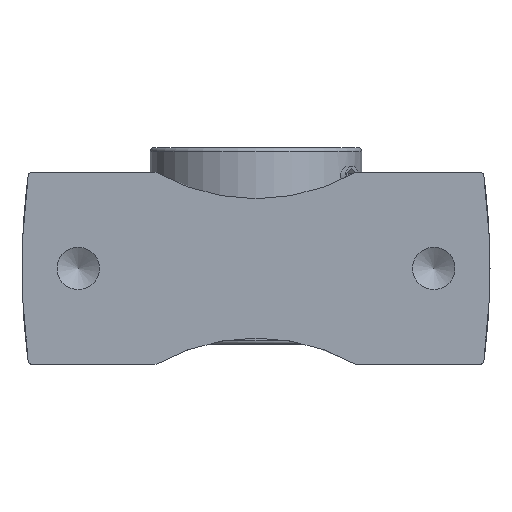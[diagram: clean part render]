
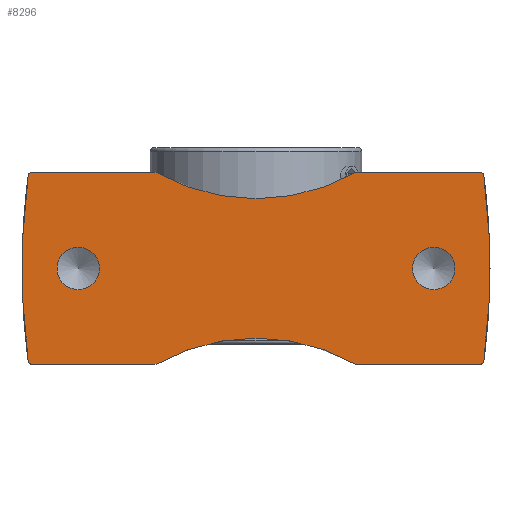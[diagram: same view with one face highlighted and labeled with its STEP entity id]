
A CAD part, front view. The second image highlights one B-rep face of the part: STEP entity #8296.
In plain terms, the highlighted face is planar.
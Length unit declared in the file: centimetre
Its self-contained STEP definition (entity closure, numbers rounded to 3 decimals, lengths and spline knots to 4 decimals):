
#3210=CARTESIAN_POINT('',(-0.5296,-4.445,0.));
#3211=VERTEX_POINT('',#3210);
#3221=CARTESIAN_POINT('',(0.5296,-4.445,0.));
#3222=VERTEX_POINT('',#3221);
#3223=CARTESIAN_POINT('',(0.,-4.445,0.));
#3224=DIRECTION('',(0.,0.,1.));
#3225=DIRECTION('',(1.,0.,-0.));
#3226=AXIS2_PLACEMENT_3D('',#3223,#3224,#3225);
#3227=CIRCLE('',#3226,0.5296);
#3228=EDGE_CURVE('',#3222,#3211,#3227,.T.);
#3230=CARTESIAN_POINT('',(0.,-4.445,0.));
#3231=DIRECTION('',(0.,0.,1.));
#3232=DIRECTION('',(1.,0.,-0.));
#3233=AXIS2_PLACEMENT_3D('',#3230,#3231,#3232);
#3234=CIRCLE('',#3233,0.5296);
#3235=EDGE_CURVE('',#3211,#3222,#3234,.T.);
#3280=CARTESIAN_POINT('',(-0.5296,4.445,0.));
#3281=VERTEX_POINT('',#3280);
#3291=CARTESIAN_POINT('',(0.5296,4.445,0.));
#3292=VERTEX_POINT('',#3291);
#3293=CARTESIAN_POINT('',(0.,4.445,0.));
#3294=DIRECTION('',(0.,0.,1.));
#3295=DIRECTION('',(1.,0.,-0.));
#3296=AXIS2_PLACEMENT_3D('',#3293,#3294,#3295);
#3297=CIRCLE('',#3296,0.5296);
#3298=EDGE_CURVE('',#3292,#3281,#3297,.T.);
#3300=CARTESIAN_POINT('',(0.,4.445,0.));
#3301=DIRECTION('',(0.,0.,1.));
#3302=DIRECTION('',(1.,0.,-0.));
#3303=AXIS2_PLACEMENT_3D('',#3300,#3301,#3302);
#3304=CIRCLE('',#3303,0.5296);
#3305=EDGE_CURVE('',#3281,#3292,#3304,.T.);
#4457=CARTESIAN_POINT('',(-2.3229,-5.6955,0.));
#4458=VERTEX_POINT('',#4457);
#4465=CARTESIAN_POINT('',(2.3229,-5.6955,0.));
#4466=VERTEX_POINT('',#4465);
#4467=CARTESIAN_POINT('',(-0.,11.694,0.));
#4468=DIRECTION('',(0.,0.,-1.));
#4469=DIRECTION('',(1.,0.,0.));
#4470=AXIS2_PLACEMENT_3D('',#4467,#4468,#4469);
#4471=CIRCLE('',#4470,17.544);
#4472=EDGE_CURVE('',#4466,#4458,#4471,.T.);
#4846=CARTESIAN_POINT('',(2.3229,5.6955,0.));
#4847=VERTEX_POINT('',#4846);
#4854=CARTESIAN_POINT('',(-2.3229,5.6955,0.));
#4855=VERTEX_POINT('',#4854);
#4856=CARTESIAN_POINT('',(0.,-11.694,0.));
#4857=DIRECTION('',(0.,0.,-1.));
#4858=DIRECTION('',(-1.,0.,0.));
#4859=AXIS2_PLACEMENT_3D('',#4856,#4857,#4858);
#4860=CIRCLE('',#4859,17.544);
#4861=EDGE_CURVE('',#4855,#4847,#4860,.T.);
#7001=CARTESIAN_POINT('',(2.4,5.6074,0.));
#7002=VERTEX_POINT('',#7001);
#7009=CARTESIAN_POINT('',(2.3111,5.6074,0.));
#7010=DIRECTION('',(0.,-0.,1.));
#7011=DIRECTION('',(0.752,0.659,0.));
#7012=AXIS2_PLACEMENT_3D('',#7009,#7010,#7011);
#7013=CIRCLE('',#7012,0.0889);
#7014=EDGE_CURVE('',#7002,#4847,#7013,.T.);
#7026=CARTESIAN_POINT('',(2.4,2.5,0.));
#7027=VERTEX_POINT('',#7026);
#7034=CARTESIAN_POINT('',(2.4,12350.6851,0.));
#7035=DIRECTION('',(0.,-1.,0.));
#7036=VECTOR('',#7035,24690.);
#7037=LINE('',#7034,#7036);
#7038=EDGE_CURVE('',#7002,#7027,#7037,.T.);
#7147=CARTESIAN_POINT('',(-2.4,5.6074,0.));
#7148=VERTEX_POINT('',#7147);
#7149=CARTESIAN_POINT('',(-2.3111,5.6074,0.));
#7150=DIRECTION('',(0.,0.,1.));
#7151=DIRECTION('',(-0.752,0.659,0.));
#7152=AXIS2_PLACEMENT_3D('',#7149,#7150,#7151);
#7153=CIRCLE('',#7152,0.0889);
#7154=EDGE_CURVE('',#4855,#7148,#7153,.T.);
#7778=CARTESIAN_POINT('',(-1.7423,-0.,0.));
#7779=VERTEX_POINT('',#7778);
#7795=CARTESIAN_POINT('',(-2.4,2.5,0.));
#7796=VERTEX_POINT('',#7795);
#7803=CARTESIAN_POINT('',(-6.8223,0.,0.));
#7804=DIRECTION('',(0.,0.,1.));
#7805=DIRECTION('',(-1.,0.,0.));
#7806=AXIS2_PLACEMENT_3D('',#7803,#7804,#7805);
#7807=CIRCLE('',#7806,5.08);
#7808=EDGE_CURVE('',#7779,#7796,#7807,.T.);
#8029=CARTESIAN_POINT('',(2.4,-5.6074,0.));
#8030=VERTEX_POINT('',#8029);
#8037=CARTESIAN_POINT('',(2.4,-2.5,0.));
#8038=VERTEX_POINT('',#8037);
#8039=CARTESIAN_POINT('',(2.4,12350.6851,0.));
#8040=DIRECTION('',(0.,-1.,0.));
#8041=VECTOR('',#8040,24690.);
#8042=LINE('',#8039,#8041);
#8043=EDGE_CURVE('',#8038,#8030,#8042,.T.);
#8061=CARTESIAN_POINT('',(2.3111,-5.6074,0.));
#8062=DIRECTION('',(0.,0.,1.));
#8063=DIRECTION('',(0.752,-0.659,0.));
#8064=AXIS2_PLACEMENT_3D('',#8061,#8062,#8063);
#8065=CIRCLE('',#8064,0.0889);
#8066=EDGE_CURVE('',#4466,#8030,#8065,.T.);
#8174=CARTESIAN_POINT('',(-2.4,-5.6074,0.));
#8175=VERTEX_POINT('',#8174);
#8182=CARTESIAN_POINT('',(-2.3111,-5.6074,0.));
#8183=DIRECTION('',(0.,0.,1.));
#8184=DIRECTION('',(-0.752,-0.659,0.));
#8185=AXIS2_PLACEMENT_3D('',#8182,#8183,#8184);
#8186=CIRCLE('',#8185,0.0889);
#8187=EDGE_CURVE('',#8175,#4458,#8186,.T.);
#8199=CARTESIAN_POINT('',(-2.4,-2.5,0.));
#8200=VERTEX_POINT('',#8199);
#8207=CARTESIAN_POINT('',(-2.4,12350.6851,0.));
#8208=DIRECTION('',(0.,-1.,0.));
#8209=VECTOR('',#8208,24690.);
#8210=LINE('',#8207,#8209);
#8211=EDGE_CURVE('',#8200,#8175,#8210,.T.);
#8242=CARTESIAN_POINT('',(1.1881,2.8892,0.));
#8243=DIRECTION('',(0.,0.,1.));
#8244=DIRECTION('',(1.,0.,0.));
#8245=AXIS2_PLACEMENT_3D('',#8242,#8243,#8244);
#8246=PLANE('',#8245);
#8247=ORIENTED_EDGE('',*,*,#3228,.T.);
#8248=ORIENTED_EDGE('',*,*,#3235,.T.);
#8249=EDGE_LOOP('',(#8247,#8248));
#8250=FACE_BOUND('',#8249,.T.);
#8251=ORIENTED_EDGE('',*,*,#3298,.T.);
#8252=ORIENTED_EDGE('',*,*,#3305,.T.);
#8253=EDGE_LOOP('',(#8251,#8252));
#8254=FACE_BOUND('',#8253,.T.);
#8255=ORIENTED_EDGE('',*,*,#7014,.F.);
#8256=ORIENTED_EDGE('',*,*,#7038,.T.);
#8257=CARTESIAN_POINT('',(1.7423,0.,0.));
#8258=VERTEX_POINT('',#8257);
#8259=CARTESIAN_POINT('',(6.8223,0.,0.));
#8260=DIRECTION('',(0.,0.,1.));
#8261=DIRECTION('',(1.,0.,-0.));
#8262=AXIS2_PLACEMENT_3D('',#8259,#8260,#8261);
#8263=CIRCLE('',#8262,5.08);
#8264=EDGE_CURVE('',#7027,#8258,#8263,.T.);
#8265=ORIENTED_EDGE('',*,*,#8264,.T.);
#8266=CARTESIAN_POINT('',(6.8223,0.,0.));
#8267=DIRECTION('',(0.,0.,1.));
#8268=DIRECTION('',(1.,0.,-0.));
#8269=AXIS2_PLACEMENT_3D('',#8266,#8267,#8268);
#8270=CIRCLE('',#8269,5.08);
#8271=EDGE_CURVE('',#8258,#8038,#8270,.T.);
#8272=ORIENTED_EDGE('',*,*,#8271,.T.);
#8273=ORIENTED_EDGE('',*,*,#8043,.T.);
#8274=ORIENTED_EDGE('',*,*,#8066,.F.);
#8275=ORIENTED_EDGE('',*,*,#4472,.T.);
#8276=ORIENTED_EDGE('',*,*,#8187,.F.);
#8277=ORIENTED_EDGE('',*,*,#8211,.F.);
#8278=CARTESIAN_POINT('',(-6.8223,0.,0.));
#8279=DIRECTION('',(0.,0.,1.));
#8280=DIRECTION('',(-1.,0.,0.));
#8281=AXIS2_PLACEMENT_3D('',#8278,#8279,#8280);
#8282=CIRCLE('',#8281,5.08);
#8283=EDGE_CURVE('',#8200,#7779,#8282,.T.);
#8284=ORIENTED_EDGE('',*,*,#8283,.T.);
#8285=ORIENTED_EDGE('',*,*,#7808,.T.);
#8286=CARTESIAN_POINT('',(-2.4,12350.6851,0.));
#8287=DIRECTION('',(0.,-1.,0.));
#8288=VECTOR('',#8287,24690.);
#8289=LINE('',#8286,#8288);
#8290=EDGE_CURVE('',#7148,#7796,#8289,.T.);
#8291=ORIENTED_EDGE('',*,*,#8290,.F.);
#8292=ORIENTED_EDGE('',*,*,#7154,.F.);
#8293=ORIENTED_EDGE('',*,*,#4861,.T.);
#8294=EDGE_LOOP('',(#8255,#8256,#8265,#8272,#8273,#8274,#8275,#8276,#8277,#8284,#8285,#8291,#8292,#8293));
#8295=FACE_BOUND('',#8294,.T.);
#8296=ADVANCED_FACE('',(#8250,#8254,#8295),#8246,.F.);
